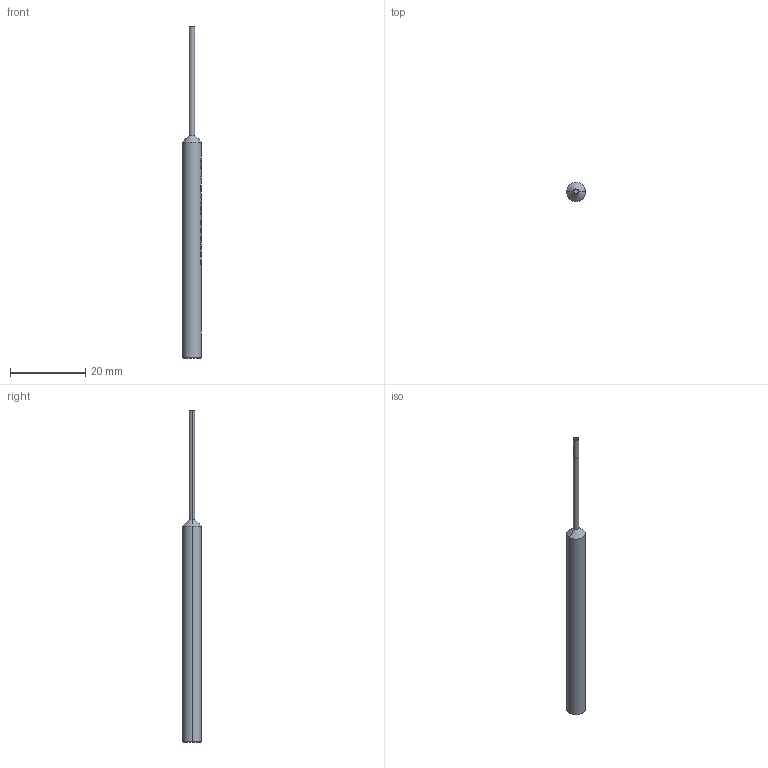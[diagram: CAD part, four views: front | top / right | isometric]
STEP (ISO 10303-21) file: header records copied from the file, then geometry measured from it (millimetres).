
FILE_DESCRIPTION (( 'STEP AP214' ), '1' );
FILE_NAME ('MOD-FEWZ-050E60.STEP', '2021-01-27T06:22:09', ( '' ), ( '' ), 'SwSTEP 2.0', 'SolidWorks 2020', '' );
FILE_SCHEMA (( 'AUTOMOTIVE_DESIGN' ));
Length unit declared in the file: millimetre
Products named in the file (1): MOD-FEWZ-050E60
Bounding box: 5 x 5 x 88 mm (x, y, z)
Volume: 1177.3 mm3; surface area: 1094.9 mm2
Topology: 1 solids, 1 shells, 212 faces, 615 edges, 408 vertices
Faces by surface type: plane 83, bspline 77, cylinder 48, cone 4
Entity records: 15817 total; most frequent: CARTESIAN_POINT 10909, ORIENTED_EDGE 1230, DIRECTION 696, EDGE_CURVE 615, VERTEX_POINT 408, B_SPLINE_CURVE_WITH_KNOTS 299, AXIS2_PLACEMENT_3D 244, EDGE_LOOP 215
